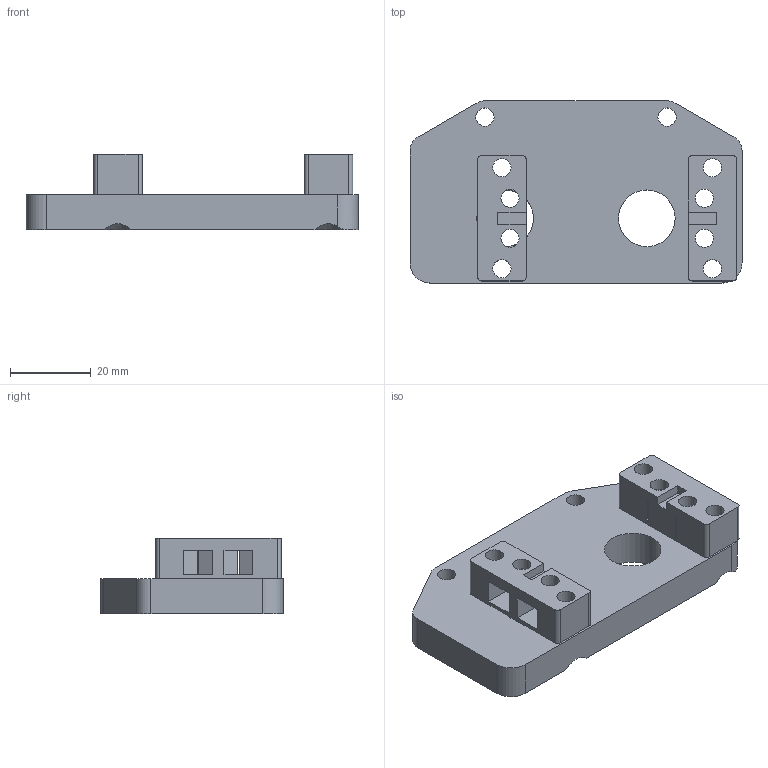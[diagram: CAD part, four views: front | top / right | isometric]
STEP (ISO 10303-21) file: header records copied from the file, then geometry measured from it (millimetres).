
FILE_DESCRIPTION(('FreeCAD Model'),'2;1');
FILE_NAME('Open CASCADE Shape Model','2024-11-07T14:43:06',(''),(''), 'Open CASCADE STEP processor 7.8','FreeCAD','Unknown');
FILE_SCHEMA(('AUTOMOTIVE_DESIGN { 1 0 10303 214 1 1 1 1 }'));
Length unit declared in the file: millimetre
Products named in the file (1): Claw Base Body
Bounding box: 82 x 45 x 18.7 mm (x, y, z)
Volume: 30940.5 mm3; surface area: 13604.1 mm2
Topology: 1 solids, 1 shells, 88 faces, 278 edges, 186 vertices
Faces by surface type: plane 54, cylinder 30, cone 4
Full cylindrical faces by diameter (mm): 4.5 x14, 14 x2
Entity records: 3210 total; most frequent: CARTESIAN_POINT 567, ORIENTED_EDGE 556, DIRECTION 537, EDGE_CURVE 278, VERTEX_POINT 186, AXIS2_PLACEMENT_3D 179, LINE 179, VECTOR 179
